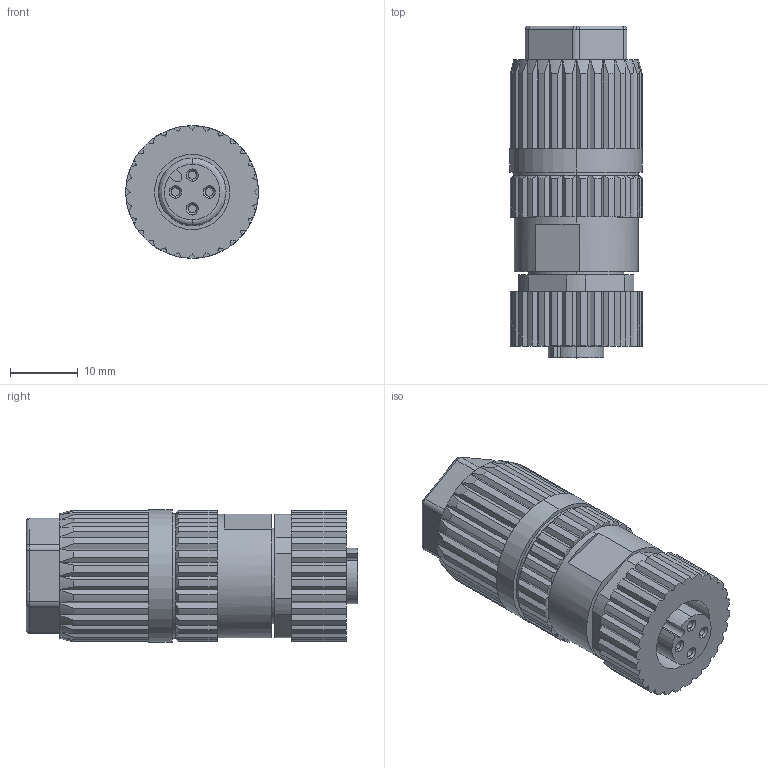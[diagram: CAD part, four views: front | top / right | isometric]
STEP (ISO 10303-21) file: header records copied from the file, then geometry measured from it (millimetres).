
FILE_DESCRIPTION (( 'STEP AP214' ), '1' );
FILE_NAME ('M12FT4AFS.STEP', '2018-08-02T19:50:19', ( '' ), ( '' ), 'SwSTEP 2.0', 'SolidWorks 2017', '' );
FILE_SCHEMA (( 'AUTOMOTIVE_DESIGN' ));
Length unit declared in the file: millimetre
Products named in the file (1): M12FT4AFS
Bounding box: 19.6 x 49 x 19.6 mm (x, y, z)
Volume: 11877.3 mm3; surface area: 4965.7 mm2
Topology: 1 solids, 1 shells, 491 faces, 1288 edges, 812 vertices
Faces by surface type: plane 286, cylinder 130, cone 64, bspline 7, torus 4
Entity records: 17914 total; most frequent: CARTESIAN_POINT 3131, ORIENTED_EDGE 2576, DIRECTION 2559, EDGE_CURVE 1288, AXIS2_PLACEMENT_3D 905, VERTEX_POINT 812, LINE 749, VECTOR 749
